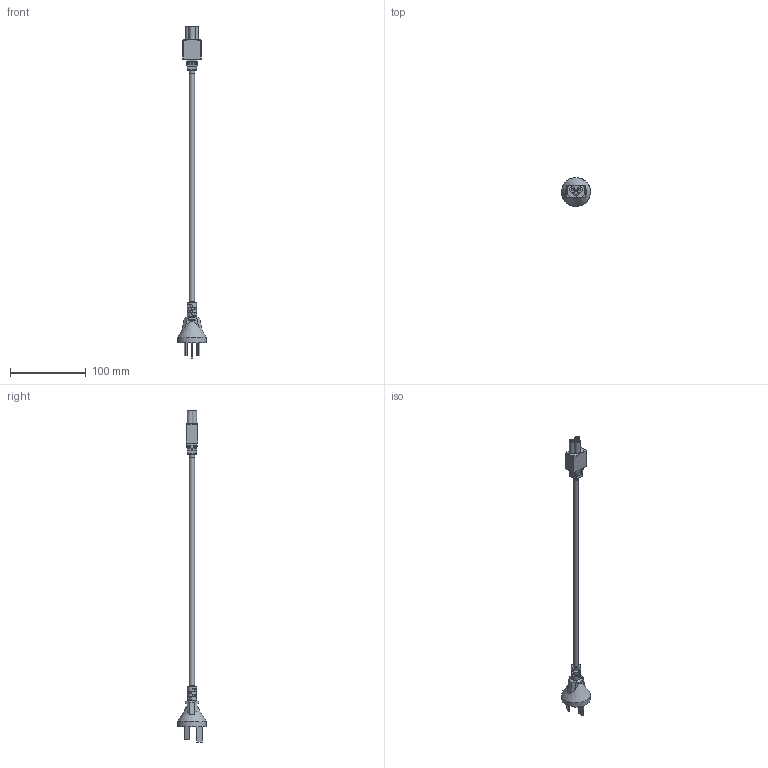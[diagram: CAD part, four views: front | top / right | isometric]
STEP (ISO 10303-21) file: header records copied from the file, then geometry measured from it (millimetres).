
FILE_DESCRIPTION (( 'STEP AP214' ), '1' );
FILE_NAME ('1149-Z1P-A.STEP', '2013-05-15T14:55:44', ( '3DAssist' ), ( '' ), 'SwSTEP 2.0', 'SolidWorks 2013', '' );
FILE_SCHEMA (( 'AUTOMOTIVE_DESIGN' ));
Length unit declared in the file: millimetre
Products named in the file (1): 1149-Z1P-A
Bounding box: 38 x 38 x 437 mm (x, y, z)
Volume: 48067.6 mm3; surface area: 18719.7 mm2
Topology: 3 solids, 3 shells, 214 faces, 552 edges, 355 vertices
Faces by surface type: plane 141, cylinder 64, sphere 8, cone 1
Full cylindrical faces by diameter (mm): 3 x2, 4 x1, 6 x1, 6.8 x2, 12 x1, 38 x1
Entity records: 9124 total; most frequent: CARTESIAN_POINT 1731, ORIENTED_EDGE 1052, DIRECTION 976, EDGE_CURVE 526, VECTOR 354, LINE 354, VERTEX_POINT 346, AXIS2_PLACEMENT_3D 311
